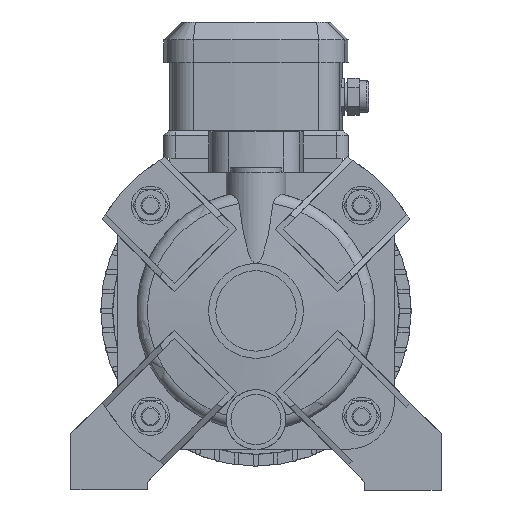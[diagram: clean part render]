
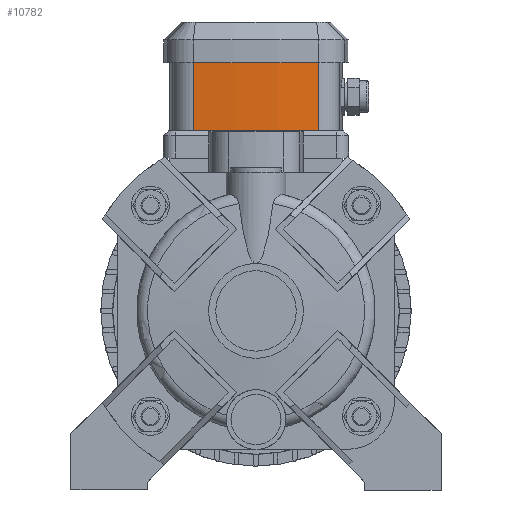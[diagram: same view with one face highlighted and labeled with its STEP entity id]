
A CAD part, left-side view. The second image highlights one B-rep face of the part: STEP entity #10782.
In plain terms, the highlighted cylindrical face has radius 229.062 mm (diameter 458.125 mm), a partial arc.
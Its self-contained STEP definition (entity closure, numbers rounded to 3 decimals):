
#1236=LINE('',#19686,#2039);
#1240=LINE('',#19693,#2043);
#2039=VECTOR('',#14834,10.);
#2043=VECTOR('',#14844,10.);
#3112=FACE_OUTER_BOUND('',#3839,.T.);
#3839=EDGE_LOOP('',(#9917,#9918,#9919,#9920));
#4360=CIRCLE('',#11836,229.062);
#4394=CIRCLE('',#11892,229.062);
#5382=VERTEX_POINT('',#19477);
#5383=VERTEX_POINT('',#19479);
#5418=VERTEX_POINT('',#19666);
#5419=VERTEX_POINT('',#19668);
#6874=EDGE_CURVE('',#5382,#5383,#4360,.T.);
#6927=EDGE_CURVE('',#5419,#5418,#4394,.T.);
#6936=EDGE_CURVE('',#5383,#5418,#1236,.T.);
#6940=EDGE_CURVE('',#5419,#5382,#1240,.T.);
#9917=ORIENTED_EDGE('',*,*,#6936,.F.);
#9918=ORIENTED_EDGE('',*,*,#6874,.F.);
#9919=ORIENTED_EDGE('',*,*,#6940,.F.);
#9920=ORIENTED_EDGE('',*,*,#6927,.T.);
#10169=CYLINDRICAL_SURFACE('',#11906,229.062);
#10782=ADVANCED_FACE('',(#3112),#10169,.T.);
#11836=AXIS2_PLACEMENT_3D('',#19480,#14678,#14679);
#11892=AXIS2_PLACEMENT_3D('',#19669,#14808,#14809);
#11906=AXIS2_PLACEMENT_3D('',#19695,#14847,#14848);
#14678=DIRECTION('center_axis',(0.,0.,-1.));
#14679=DIRECTION('ref_axis',(-0.989,0.147,0.));
#14808=DIRECTION('center_axis',(0.,0.,-1.));
#14809=DIRECTION('ref_axis',(-0.989,0.147,0.));
#14834=DIRECTION('',(0.,0.,1.));
#14844=DIRECTION('',(0.,0.,-1.));
#14847=DIRECTION('center_axis',(0.,0.,1.));
#14848=DIRECTION('ref_axis',(-0.989,0.147,0.));
#19477=CARTESIAN_POINT('',(62.477,-25.971,150.4));
#19479=CARTESIAN_POINT('',(62.477,25.971,150.4));
#19480=CARTESIAN_POINT('Origin',(290.062,0.,
150.4));
#19666=CARTESIAN_POINT('',(62.477,25.971,178.9));
#19668=CARTESIAN_POINT('',(62.477,-25.971,178.9));
#19669=CARTESIAN_POINT('Origin',(290.062,0.,
178.9));
#19686=CARTESIAN_POINT('',(62.477,25.971,150.4));
#19693=CARTESIAN_POINT('',(62.477,-25.971,150.4));
#19695=CARTESIAN_POINT('Origin',(290.062,0.,
150.4));
